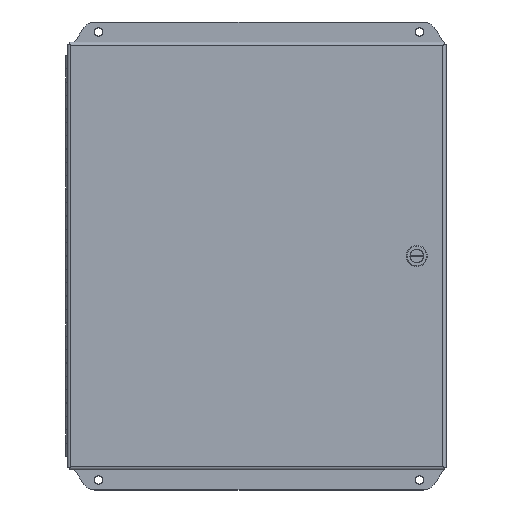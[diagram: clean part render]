
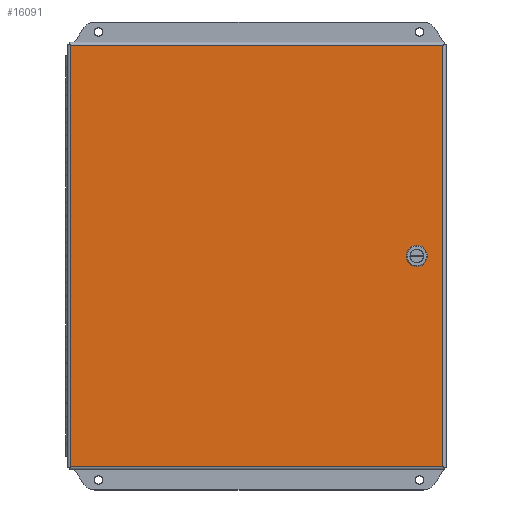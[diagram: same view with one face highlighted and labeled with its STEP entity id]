
A CAD part, front view. The second image highlights one B-rep face of the part: STEP entity #16091.
In plain terms, the highlighted planar face has unit normal (0, -1, 0).
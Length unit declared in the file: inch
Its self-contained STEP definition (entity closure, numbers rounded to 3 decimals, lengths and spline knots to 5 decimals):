
#182 = DIRECTION ( 'NONE',  ( 1., 0., 0. ) ) ;
#424 = LINE ( 'NONE', #9085, #25261 ) ;
#937 = CARTESIAN_POINT ( 'NONE',  ( 5.97559, -10.61697, 0.331 ) ) ;
#1109 = DIRECTION ( 'NONE',  ( -1., 0., 0. ) ) ;
#1922 = DIRECTION ( 'NONE',  ( 1., 0., 0. ) ) ;
#2016 = CARTESIAN_POINT ( 'NONE',  ( 6.231, -10.61697, -0.07559 ) ) ;
#2184 = ORIENTED_EDGE ( 'NONE', *, *, #26289, .T. ) ;
#2679 = CARTESIAN_POINT ( 'NONE',  ( 5.82441, -10.61697, 0.331 ) ) ;
#3217 = CARTESIAN_POINT ( 'NONE',  ( 6.231, -10.61697, 0.07559 ) ) ;
#3516 = CARTESIAN_POINT ( 'NONE',  ( -7.0455, -10.61697, -7.8785 ) ) ;
#3629 = ORIENTED_EDGE ( 'NONE', *, *, #19773, .T. ) ;
#4079 = EDGE_CURVE ( 'NONE', #10036, #23936, #4334, .T. ) ;
#4163 = LINE ( 'NONE', #23372, #17467 ) ;
#4193 = VERTEX_POINT ( 'NONE', #4901 ) ;
#4334 = LINE ( 'NONE', #26099, #24061 ) ;
#4901 = CARTESIAN_POINT ( 'NONE',  ( 6.231, -10.61697, -0.07559 ) ) ;
#5071 = CARTESIAN_POINT ( 'NONE',  ( -7.0455, -10.61697, -7.8785 ) ) ;
#5104 = EDGE_CURVE ( 'NONE', #18015, #6898, #22166, .T. ) ;
#5201 = ORIENTED_EDGE ( 'NONE', *, *, #4079, .F. ) ;
#5481 = ORIENTED_EDGE ( 'NONE', *, *, #7180, .F. ) ;
#5732 = EDGE_CURVE ( 'NONE', #20955, #22472, #4163, .T. ) ;
#5948 = EDGE_CURVE ( 'NONE', #4193, #13088, #9286, .T. ) ;
#6025 = VERTEX_POINT ( 'NONE', #11557 ) ;
#6387 = CARTESIAN_POINT ( 'NONE',  ( 6.8785, -10.61697, -7.8785 ) ) ;
#6773 = ORIENTED_EDGE ( 'NONE', *, *, #5104, .F. ) ;
#6829 = EDGE_CURVE ( 'NONE', #6025, #24522, #26855, .T. ) ;
#6858 = VERTEX_POINT ( 'NONE', #5071 ) ;
#6898 = VERTEX_POINT ( 'NONE', #27562 ) ;
#7180 = EDGE_CURVE ( 'NONE', #13088, #18015, #26696, .T. ) ;
#7235 = EDGE_CURVE ( 'NONE', #23936, #4193, #17347, .T. ) ;
#9085 = CARTESIAN_POINT ( 'NONE',  ( 5.82441, -10.61697, -0.331 ) ) ;
#9286 = LINE ( 'NONE', #20087, #19306 ) ;
#9755 = ORIENTED_EDGE ( 'NONE', *, *, #5732, .F. ) ;
#10036 = VERTEX_POINT ( 'NONE', #24968 ) ;
#10567 = VECTOR ( 'NONE', #15862, 39.37008 ) ;
#10600 = CARTESIAN_POINT ( 'NONE',  ( -7.0455, -10.61697, -7.8785 ) ) ;
#10625 = VECTOR ( 'NONE', #11110, 39.37008 ) ;
#10817 = CARTESIAN_POINT ( 'NONE',  ( -7.0455, -10.61697, 7.8785 ) ) ;
#10880 = LINE ( 'NONE', #10600, #16189 ) ;
#11110 = DIRECTION ( 'NONE',  ( -0.707, 0., -0.707 ) ) ;
#11112 = ORIENTED_EDGE ( 'NONE', *, *, #12063, .F. ) ;
#11506 = VECTOR ( 'NONE', #17882, 39.37008 ) ;
#11557 = CARTESIAN_POINT ( 'NONE',  ( 6.8785, -10.61697, 7.8785 ) ) ;
#12063 = EDGE_CURVE ( 'NONE', #22472, #10036, #424, .T. ) ;
#12555 = PLANE ( 'NONE',  #16563 ) ;
#12673 = LINE ( 'NONE', #6387, #21034 ) ;
#13088 = VERTEX_POINT ( 'NONE', #3217 ) ;
#13256 = DIRECTION ( 'NONE',  ( 0., 0., 1. ) ) ;
#13643 = ORIENTED_EDGE ( 'NONE', *, *, #14928, .F. ) ;
#14517 = DIRECTION ( 'NONE',  ( 0., 0., 1. ) ) ;
#14928 = EDGE_CURVE ( 'NONE', #6898, #20955, #17787, .T. ) ;
#15096 = DIRECTION ( 'NONE',  ( 0., 0., -1. ) ) ;
#15241 = CARTESIAN_POINT ( 'NONE',  ( -7.0455, -10.61697, -7.8785 ) ) ;
#15345 = DIRECTION ( 'NONE',  ( 0.707, 0., -0.707 ) ) ;
#15408 = VERTEX_POINT ( 'NONE', #24450 ) ;
#15653 = CARTESIAN_POINT ( 'NONE',  ( 5.569, -10.61697, 0.07559 ) ) ;
#15862 = DIRECTION ( 'NONE',  ( -0.707, 0., 0.707 ) ) ;
#16023 = VECTOR ( 'NONE', #1109, 39.37008 ) ;
#16091 = ADVANCED_FACE ( 'NONE', ( #17233, #17097 ), #12555, .T. ) ;
#16189 = VECTOR ( 'NONE', #19427, 39.37008 ) ;
#16204 = EDGE_LOOP ( 'NONE', ( #5201, #11112, #9755, #13643, #6773, #5481, #20025, #24423 ) ) ;
#16563 = AXIS2_PLACEMENT_3D ( 'NONE', #15241, #27775, #15096 ) ;
#17097 = FACE_OUTER_BOUND ( 'NONE', #17730, .T. ) ;
#17233 = FACE_BOUND ( 'NONE', #16204, .T. ) ;
#17347 = LINE ( 'NONE', #2016, #19215 ) ;
#17467 = VECTOR ( 'NONE', #21680, 39.37008 ) ;
#17730 = EDGE_LOOP ( 'NONE', ( #27074, #23752, #3629, #2184 ) ) ;
#17787 = LINE ( 'NONE', #15653, #10625 ) ;
#17882 = DIRECTION ( 'NONE',  ( -1., 0., 0. ) ) ;
#18015 = VERTEX_POINT ( 'NONE', #24154 ) ;
#18456 = CARTESIAN_POINT ( 'NONE',  ( -7.0455, -10.61697, 7.8785 ) ) ;
#19215 = VECTOR ( 'NONE', #23910, 39.37008 ) ;
#19306 = VECTOR ( 'NONE', #13256, 39.37008 ) ;
#19427 = DIRECTION ( 'NONE',  ( 0., 0., -1. ) ) ;
#19773 = EDGE_CURVE ( 'NONE', #24522, #6858, #10880, .T. ) ;
#20025 = ORIENTED_EDGE ( 'NONE', *, *, #5948, .F. ) ;
#20087 = CARTESIAN_POINT ( 'NONE',  ( 6.231, -10.61697, 0.07559 ) ) ;
#20113 = CARTESIAN_POINT ( 'NONE',  ( 5.569, -10.61697, 0.07559 ) ) ;
#20293 = VECTOR ( 'NONE', #182, 39.37008 ) ;
#20506 = CARTESIAN_POINT ( 'NONE',  ( 5.569, -10.61697, -0.07559 ) ) ;
#20955 = VERTEX_POINT ( 'NONE', #20113 ) ;
#21034 = VECTOR ( 'NONE', #14517, 39.37008 ) ;
#21680 = DIRECTION ( 'NONE',  ( 0., 0., -1. ) ) ;
#22166 = LINE ( 'NONE', #2679, #11506 ) ;
#22472 = VERTEX_POINT ( 'NONE', #20506 ) ;
#23372 = CARTESIAN_POINT ( 'NONE',  ( 5.569, -10.61697, -0.07559 ) ) ;
#23752 = ORIENTED_EDGE ( 'NONE', *, *, #6829, .T. ) ;
#23910 = DIRECTION ( 'NONE',  ( 0.707, 0., 0.707 ) ) ;
#23936 = VERTEX_POINT ( 'NONE', #27605 ) ;
#24061 = VECTOR ( 'NONE', #1922, 39.37008 ) ;
#24154 = CARTESIAN_POINT ( 'NONE',  ( 5.97559, -10.61697, 0.331 ) ) ;
#24423 = ORIENTED_EDGE ( 'NONE', *, *, #7235, .F. ) ;
#24450 = CARTESIAN_POINT ( 'NONE',  ( 6.8785, -10.61697, -7.8785 ) ) ;
#24522 = VERTEX_POINT ( 'NONE', #10817 ) ;
#24968 = CARTESIAN_POINT ( 'NONE',  ( 5.82441, -10.61697, -0.331 ) ) ;
#25261 = VECTOR ( 'NONE', #15345, 39.37008 ) ;
#25429 = EDGE_CURVE ( 'NONE', #15408, #6025, #12673, .T. ) ;
#26099 = CARTESIAN_POINT ( 'NONE',  ( 5.97559, -10.61697, -0.331 ) ) ;
#26289 = EDGE_CURVE ( 'NONE', #6858, #15408, #27555, .T. ) ;
#26696 = LINE ( 'NONE', #937, #10567 ) ;
#26855 = LINE ( 'NONE', #18456, #16023 ) ;
#27074 = ORIENTED_EDGE ( 'NONE', *, *, #25429, .T. ) ;
#27555 = LINE ( 'NONE', #3516, #20293 ) ;
#27562 = CARTESIAN_POINT ( 'NONE',  ( 5.82441, -10.61697, 0.331 ) ) ;
#27605 = CARTESIAN_POINT ( 'NONE',  ( 5.97559, -10.61697, -0.331 ) ) ;
#27775 = DIRECTION ( 'NONE',  ( 0., -1., 0. ) ) ;
